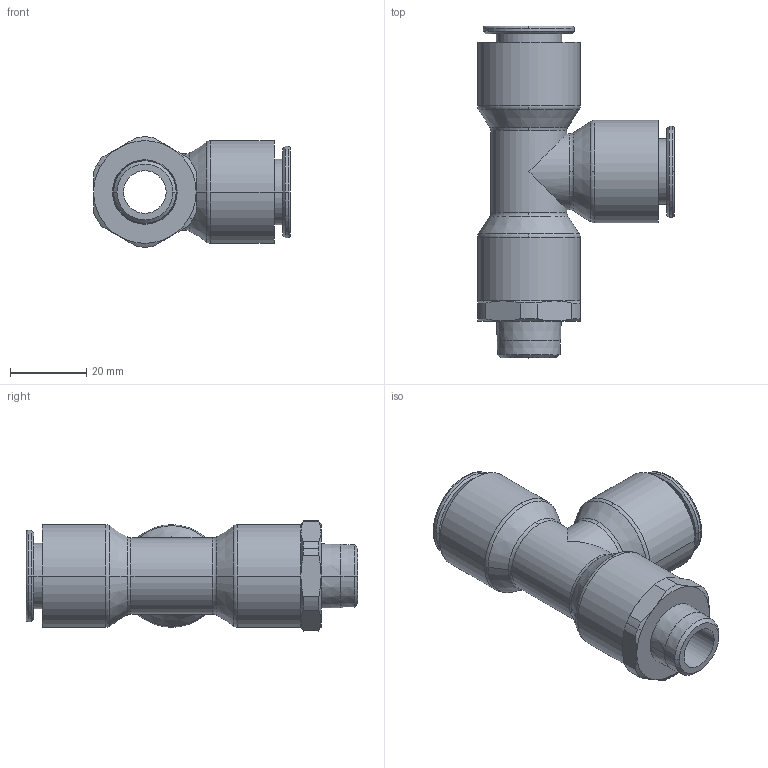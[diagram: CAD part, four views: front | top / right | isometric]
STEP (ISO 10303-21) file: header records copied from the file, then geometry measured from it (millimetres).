
FILE_DESCRIPTION(('STEP AP214'),'1');
FILE_NAME('3103_16_17.stp','2016-07-07T14:13:23',('TraceParts'),('TraceParts S.A.'),'Spatial InterOp 3D',' ',' ');
FILE_SCHEMA(('automotive_design'));
Length unit declared in the file: millimetre
Products named in the file (1): 1
Bounding box: 51.8 x 87.3 x 28.96 mm (x, y, z)
Volume: 32897 mm3; surface area: 16116.1 mm2
Topology: 1 solids, 1 shells, 99 faces, 247 edges, 157 vertices
Faces by surface type: cylinder 34, cone 32, plane 17, torus 16
Entity records: 3066 total; most frequent: CARTESIAN_POINT 600, DIRECTION 585, ORIENTED_EDGE 494, AXIS2_PLACEMENT_3D 262, EDGE_CURVE 247, VERTEX_POINT 157, CIRCLE 154, EDGE_LOOP 110
